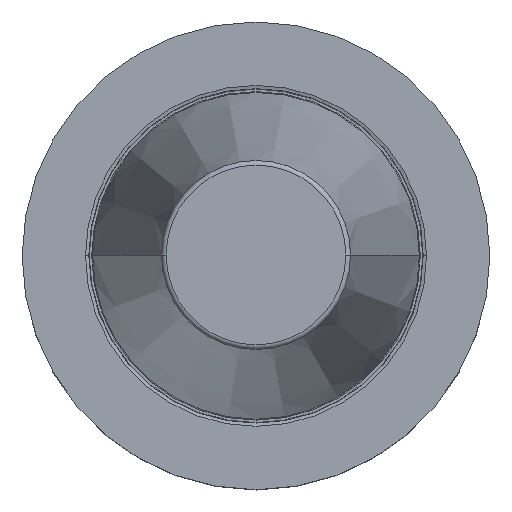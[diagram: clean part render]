
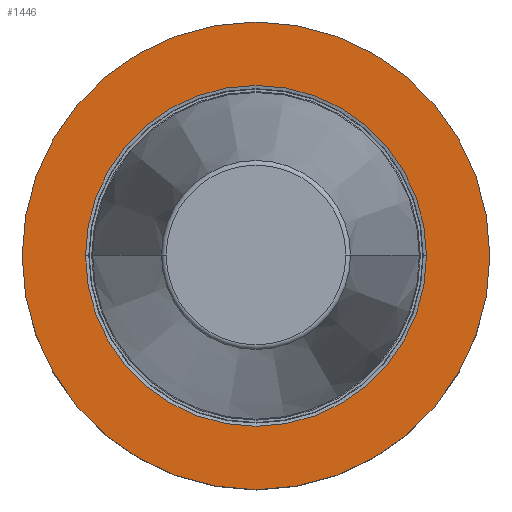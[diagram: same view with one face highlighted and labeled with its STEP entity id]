
A CAD part, top view. The second image highlights one B-rep face of the part: STEP entity #1446.
In plain terms, the highlighted planar face has unit normal (0, 0, 1).
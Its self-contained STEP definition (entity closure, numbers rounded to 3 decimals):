
#40=CARTESIAN_POINT('',(0.,0.,-3.));
#41=DIRECTION('',(0.,0.,-1.));
#42=DIRECTION('',(1.,0.,0.));
#43=AXIS2_PLACEMENT_3D('',#40,#41,#42);
#49=CARTESIAN_POINT('',(0.,0.,-3.));
#50=DIRECTION('',(0.,0.,1.));
#51=DIRECTION('',(1.,0.,0.));
#52=AXIS2_PLACEMENT_3D('',#49,#50,#51);
#57=CARTESIAN_POINT('',(0.,0.,-3.));
#58=DIRECTION('',(0.,0.,1.));
#59=DIRECTION('',(1.,0.,0.));
#60=AXIS2_PLACEMENT_3D('',#57,#58,#59);
#65=CARTESIAN_POINT('',(0.,0.,-3.));
#66=DIRECTION('',(0.,0.,1.));
#67=DIRECTION('',(-1.,0.,0.));
#68=AXIS2_PLACEMENT_3D('',#65,#66,#67);
#1361=CARTESIAN_POINT('',(50.,0.,-3.));
#1362=CARTESIAN_POINT('',(-50.,0.,-3.));
#1363=VERTEX_POINT('',#1361);
#1364=VERTEX_POINT('',#1362);
#1423=CARTESIAN_POINT('',(36.446,0.,-3.));
#1424=VERTEX_POINT('',#1423);
#1427=CARTESIAN_POINT('',(-36.446,0.,-3.));
#1428=VERTEX_POINT('',#1427);
#1429=CARTESIAN_POINT('',(0.,0.,-3.));
#1430=DIRECTION('',(0.,0.,-1.));
#1431=DIRECTION('',(-1.,0.,0.));
#1432=AXIS2_PLACEMENT_3D('',#1429,#1430,#1431);
#1433=PLANE('',#1432);
#1435=ORIENTED_EDGE('',*,*,#1434,.T.);
#1437=ORIENTED_EDGE('',*,*,#1436,.F.);
#1438=EDGE_LOOP('',(#1435,#1437));
#1439=FACE_OUTER_BOUND('',#1438,.F.);
#1441=ORIENTED_EDGE('',*,*,#1440,.T.);
#1443=ORIENTED_EDGE('',*,*,#1442,.T.);
#1444=EDGE_LOOP('',(#1441,#1443));
#1445=FACE_BOUND('',#1444,.F.);
#44=CIRCLE('',#43,50.);
#53=CIRCLE('',#52,50.);
#61=CIRCLE('',#60,36.446);
#69=CIRCLE('',#68,36.446);
#1434=EDGE_CURVE('',#1363,#1364,#44,.T.);
#1436=EDGE_CURVE('',#1363,#1364,#53,.T.);
#1440=EDGE_CURVE('',#1424,#1428,#61,.T.);
#1442=EDGE_CURVE('',#1428,#1424,#69,.T.);
#1446=ADVANCED_FACE('',(#1439,#1445),#1433,.F.);
